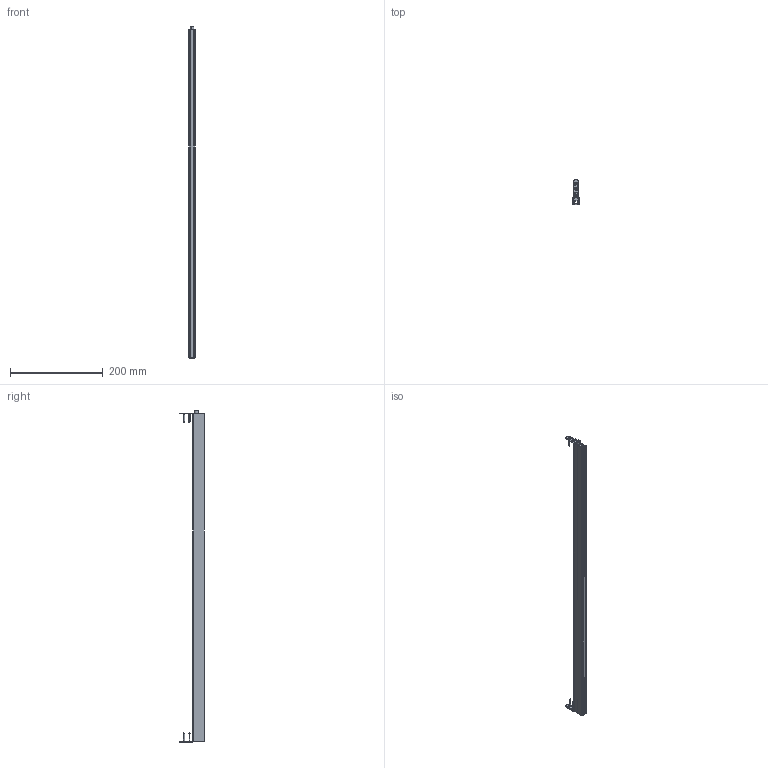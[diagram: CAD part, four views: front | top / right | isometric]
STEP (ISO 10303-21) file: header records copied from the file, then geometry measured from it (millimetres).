
FILE_DESCRIPTION (( 'STEP AP203' ), '1' );
FILE_NAME ('KT710.STEP', '2024-12-31T12:32:23', ( '' ), ( '' ), 'SwSTEP 2.0', 'SolidWorks 2023', '' );
FILE_SCHEMA (( 'CONFIG_CONTROL_DESIGN' ));
Length unit declared in the file: millimetre
Products named in the file (6): Innengeometrie_KT_710; Aussengehäuse_KT_710; Betätigungsteil_KT; KT710; Haltewinkel_KT_01; Schraube d3x20_01
Assembly tree (9 placements, depth 2):
  KT710
    Aussengehäuse_KT_710
    Innengeometrie_KT_710
    Betätigungsteil_KT
    Haltewinkel_KT_01  x2
    Schraube d3x20_01  x4
Bounding box: 13.2 x 53.04 x 717 mm (x, y, z)
Volume: 126457 mm3; surface area: 199118.6 mm2
Topology: 24 solids, 24 shells, 1159 faces, 3203 edges, 2120 vertices
Faces by surface type: plane 547, bspline 490, cylinder 96, cone 24, torus 2
Entity records: 44462 total; most frequent: CARTESIAN_POINT 24152, ORIENTED_EDGE 4780, DIRECTION 2670, EDGE_CURVE 2390, VERTEX_POINT 1589, LINE 1500, VECTOR 1500, EDGE_LOOP 961
